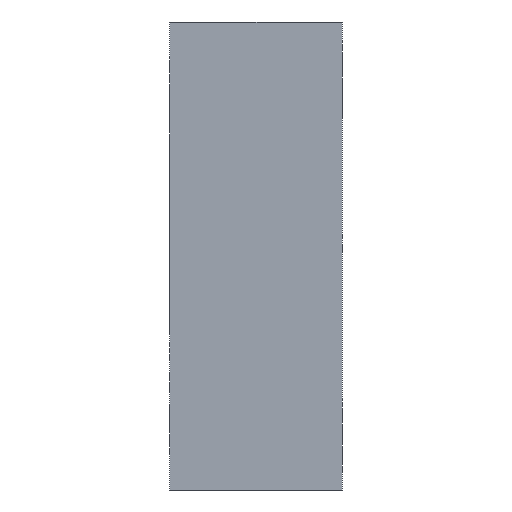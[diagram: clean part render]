
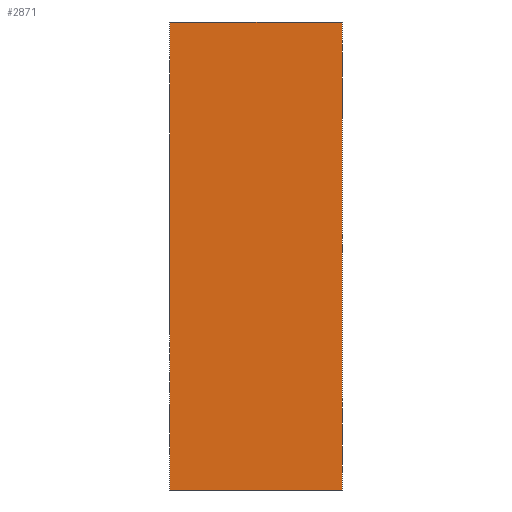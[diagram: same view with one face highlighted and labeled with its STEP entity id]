
A CAD part, left-side view. The second image highlights one B-rep face of the part: STEP entity #2871.
In plain terms, the highlighted planar face has unit normal (-1, 0, 0).
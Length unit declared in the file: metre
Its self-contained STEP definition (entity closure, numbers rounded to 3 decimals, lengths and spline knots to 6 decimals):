
#54=LINE('',#4763,#114);
#58=LINE('',#4774,#118);
#66=LINE('',#4794,#126);
#69=LINE('',#4812,#129);
#114=VECTOR('',#3970,1.);
#118=VECTOR('',#3980,1.);
#126=VECTOR('',#3994,1.);
#129=VECTOR('',#4013,1.);
#165=PLANE('',#3266);
#549=ORIENTED_EDGE('',*,*,#1015,.T.);
#550=ORIENTED_EDGE('',*,*,#1031,.F.);
#551=ORIENTED_EDGE('',*,*,#1041,.F.);
#552=ORIENTED_EDGE('',*,*,#1021,.T.);
#1015=EDGE_CURVE('',#1322,#1321,#54,.T.);
#1021=EDGE_CURVE('',#1326,#1322,#58,.T.);
#1031=EDGE_CURVE('',#1334,#1321,#66,.T.);
#1041=EDGE_CURVE('',#1326,#1334,#69,.T.);
#1321=VERTEX_POINT('',#4762);
#1322=VERTEX_POINT('',#4764);
#1326=VERTEX_POINT('',#4775);
#1334=VERTEX_POINT('',#4793);
#1957=EDGE_LOOP('',(#549,#550,#551,#552));
#2453=FACE_BOUND('',#1957,.T.);
#2871=ADVANCED_FACE('',(#2453),#165,.F.);
#3266=AXIS2_PLACEMENT_3D('',#4837,#4036,#4037);
#3970=DIRECTION('',(0.,0.,1.));
#3980=DIRECTION('',(0.,-1.,0.));
#3994=DIRECTION('',(0.,-1.,0.));
#4013=DIRECTION('',(0.,0.,1.));
#4036=DIRECTION('',(1.,0.,0.));
#4037=DIRECTION('',(0.,0.,1.));
#4762=CARTESIAN_POINT('',(-0.060516,-0.03556,0.02413));
#4763=CARTESIAN_POINT('',(-0.060516,-0.03556,0.));
#4764=CARTESIAN_POINT('',(-0.060516,-0.03556,-0.02413));
#4774=CARTESIAN_POINT('',(-0.060516,-0.01778,-0.02413));
#4775=CARTESIAN_POINT('',(-0.060516,-0.01778,-0.02413));
#4793=CARTESIAN_POINT('',(-0.060516,-0.01778,0.02413));
#4794=CARTESIAN_POINT('',(-0.060516,-0.01778,0.02413));
#4812=CARTESIAN_POINT('',(-0.060516,-0.01778,0.));
#4837=CARTESIAN_POINT('',(-0.060516,-0.01778,0.));
